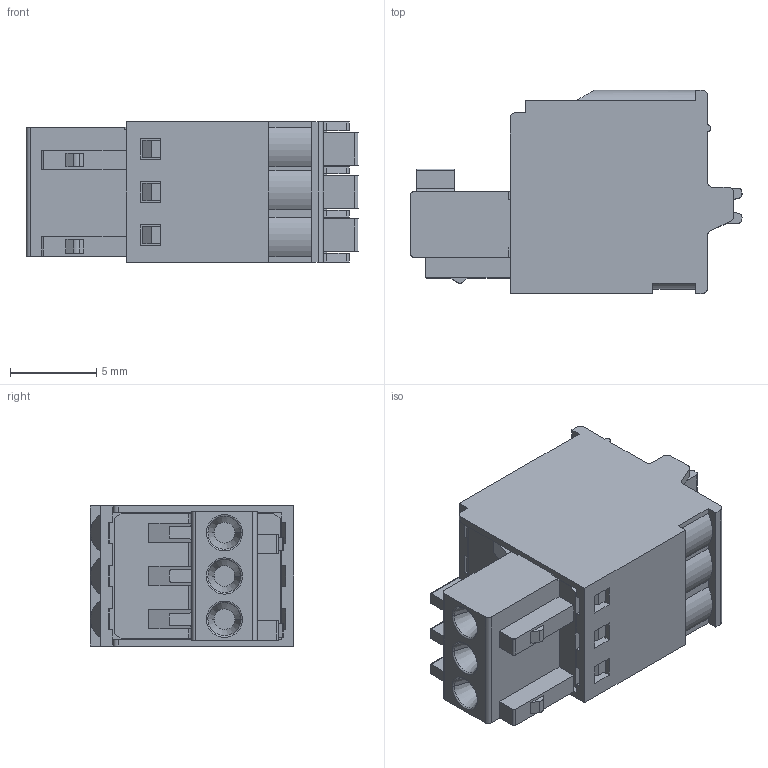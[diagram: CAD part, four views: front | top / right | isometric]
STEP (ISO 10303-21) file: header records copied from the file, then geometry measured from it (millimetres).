
FILE_DESCRIPTION((''),'2;1');
FILE_NAME('TLPS-006-03P','2024-09-14T',('sheji'),(''),'PRO/ENGINEER BY PARAMETRIC TECHNOLOGY CORPORATION, 2015240','PRO/ENGINEER BY PARAMETRIC TECHNOLOGY CORPORATION, 2015240','');
FILE_SCHEMA(('CONFIG_CONTROL_DESIGN'));
Length unit declared in the file: millimetre
Products named in the file (1): TLPS-006-03P
Bounding box: 19.2 x 11.75 x 8.1 mm (x, y, z)
Volume: 1141.7 mm3; surface area: 1151 mm2
Topology: 1 solids, 3 shells, 399 faces, 1096 edges, 724 vertices
Faces by surface type: plane 290, cylinder 85, cone 15, torus 6, sphere 3
Entity records: 12807 total; most frequent: CARTESIAN_POINT 2441, ORIENTED_EDGE 2192, DIRECTION 2089, EDGE_CURVE 1096, VECTOR 865, LINE 865, VERTEX_POINT 724, AXIS2_PLACEMENT_3D 612
